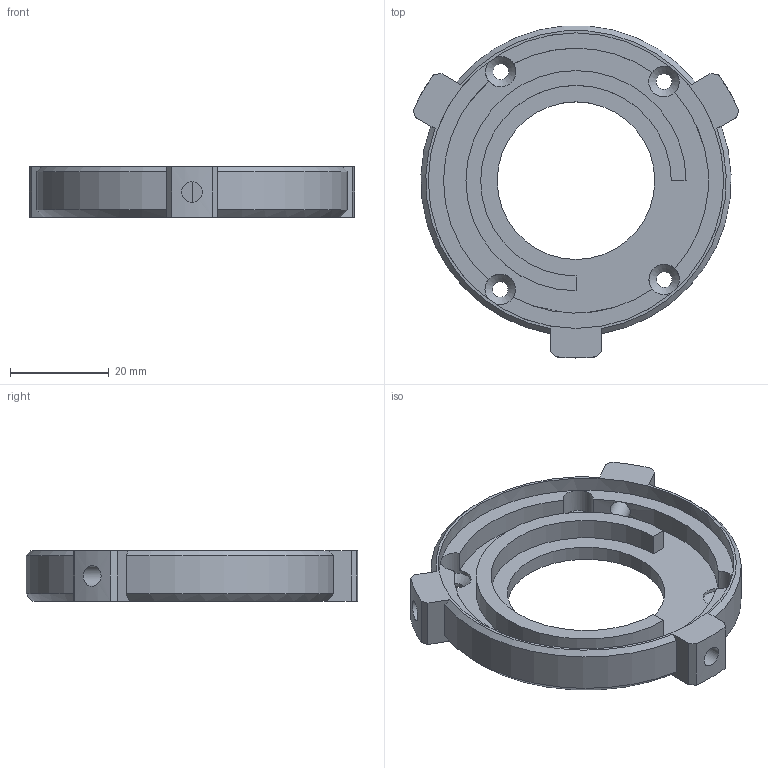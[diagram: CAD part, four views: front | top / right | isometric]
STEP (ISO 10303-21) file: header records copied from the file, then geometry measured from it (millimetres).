
FILE_DESCRIPTION(/* description */ (''),/* implementation_level */ '2;1');
FILE_NAME(/* name */ 'Pentax FLIR Adapter v7.step',/* time_stamp */ '2023-11-28T20:17:23-05:00',/* author */ (''),/* organization */ (''),/* preprocessor_version */ 'ST-DEVELOPER v20',/* originating_system */ 'Autodesk Translation Framework v12.14.0.127',/* authorisation */ '');
FILE_SCHEMA (('AUTOMOTIVE_DESIGN { 1 0 10303 214 3 1 1 }'));
Length unit declared in the file: millimetre
Products named in the file (1): Pentax FLIR Adapter
Bounding box: 66.09 x 67.4 x 10.3 mm (x, y, z)
Volume: 12983.1 mm3; surface area: 9817.5 mm2
Topology: 1 solids, 1 shells, 57 faces, 169 edges, 112 vertices
Faces by surface type: cylinder 25, plane 22, cone 10
Full cylindrical faces by diameter (mm): 3.2 x4, 4.2 x3, 6.2 x4, 32 x1, 60 x1
Entity records: 2173 total; most frequent: CARTESIAN_POINT 570, ORIENTED_EDGE 338, DIRECTION 331, EDGE_CURVE 169, AXIS2_PLACEMENT_3D 128, VERTEX_POINT 112, LINE 75, VECTOR 75
